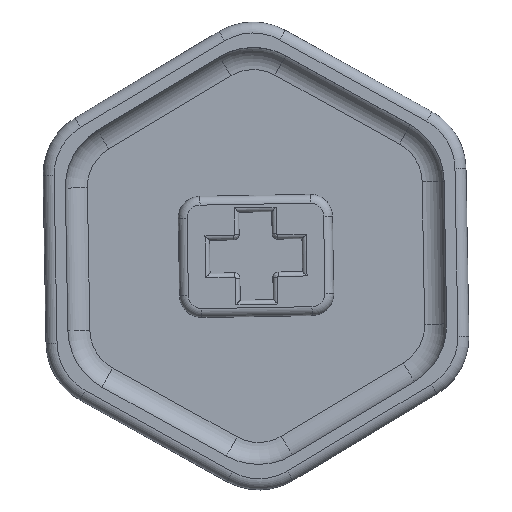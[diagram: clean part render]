
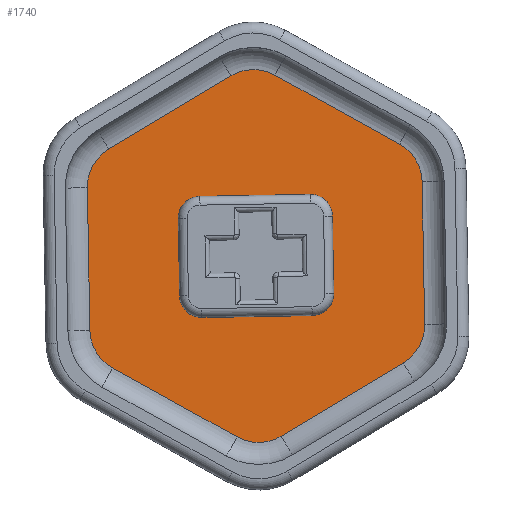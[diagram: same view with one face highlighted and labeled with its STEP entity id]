
A CAD part, top view. The second image highlights one B-rep face of the part: STEP entity #1740.
In plain terms, the highlighted planar face has unit normal (0, 0, 1).
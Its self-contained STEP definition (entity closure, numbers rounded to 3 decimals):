
#33=FACE_BOUND('',#223,.T.);
#39=PLANE('',#1894);
#109=FACE_OUTER_BOUND('',#222,.T.);
#222=EDGE_LOOP('',(#1218,#1219,#1220,#1221,#1222,#1223,#1224,#1225,#1226,
#1227,#1228,#1229));
#223=EDGE_LOOP('',(#1230,#1231,#1232,#1233,#1234,#1235,#1236,#1237));
#321=LINE('',#2679,#471);
#322=LINE('',#2690,#472);
#324=LINE('',#2702,#474);
#326=LINE('',#2714,#476);
#328=LINE('',#2726,#478);
#330=LINE('',#2738,#480);
#342=LINE('',#2772,#492);
#343=LINE('',#2776,#493);
#344=LINE('',#2780,#494);
#345=LINE('',#2784,#495);
#471=VECTOR('',#2081,10.);
#472=VECTOR('',#2094,10.);
#474=VECTOR('',#2108,10.);
#476=VECTOR('',#2122,10.);
#478=VECTOR('',#2136,10.);
#480=VECTOR('',#2150,10.);
#492=VECTOR('',#2188,10.);
#493=VECTOR('',#2191,10.);
#494=VECTOR('',#2194,10.);
#495=VECTOR('',#2197,10.);
#623=CIRCLE('',#1854,2.);
#627=CIRCLE('',#1860,2.);
#631=CIRCLE('',#1866,2.);
#635=CIRCLE('',#1872,2.);
#639=CIRCLE('',#1878,2.);
#642=CIRCLE('',#1883,2.);
#647=CIRCLE('',#1895,1.);
#648=CIRCLE('',#1896,1.);
#649=CIRCLE('',#1897,1.);
#650=CIRCLE('',#1898,1.);
#726=VERTEX_POINT('',#2672);
#729=VERTEX_POINT('',#2677);
#731=VERTEX_POINT('',#2682);
#733=VERTEX_POINT('',#2688);
#735=VERTEX_POINT('',#2694);
#737=VERTEX_POINT('',#2700);
#739=VERTEX_POINT('',#2706);
#741=VERTEX_POINT('',#2712);
#743=VERTEX_POINT('',#2718);
#745=VERTEX_POINT('',#2724);
#747=VERTEX_POINT('',#2730);
#749=VERTEX_POINT('',#2736);
#757=VERTEX_POINT('',#2770);
#758=VERTEX_POINT('',#2771);
#759=VERTEX_POINT('',#2773);
#760=VERTEX_POINT('',#2775);
#761=VERTEX_POINT('',#2777);
#762=VERTEX_POINT('',#2779);
#763=VERTEX_POINT('',#2781);
#764=VERTEX_POINT('',#2783);
#885=EDGE_CURVE('',#729,#726,#321,.T.);
#887=EDGE_CURVE('',#731,#729,#623,.T.);
#890=EDGE_CURVE('',#733,#731,#322,.T.);
#893=EDGE_CURVE('',#735,#733,#627,.T.);
#896=EDGE_CURVE('',#737,#735,#324,.T.);
#899=EDGE_CURVE('',#739,#737,#631,.T.);
#902=EDGE_CURVE('',#741,#739,#326,.T.);
#905=EDGE_CURVE('',#743,#741,#635,.T.);
#908=EDGE_CURVE('',#745,#743,#328,.T.);
#911=EDGE_CURVE('',#747,#745,#639,.T.);
#914=EDGE_CURVE('',#749,#747,#330,.T.);
#916=EDGE_CURVE('',#726,#749,#642,.T.);
#931=EDGE_CURVE('',#757,#758,#342,.T.);
#932=EDGE_CURVE('',#759,#758,#647,.F.);
#933=EDGE_CURVE('',#759,#760,#343,.T.);
#934=EDGE_CURVE('',#761,#760,#648,.F.);
#935=EDGE_CURVE('',#761,#762,#344,.T.);
#936=EDGE_CURVE('',#763,#762,#649,.F.);
#937=EDGE_CURVE('',#763,#764,#345,.T.);
#938=EDGE_CURVE('',#757,#764,#650,.F.);
#1218=ORIENTED_EDGE('',*,*,#885,.F.);
#1219=ORIENTED_EDGE('',*,*,#887,.F.);
#1220=ORIENTED_EDGE('',*,*,#890,.F.);
#1221=ORIENTED_EDGE('',*,*,#893,.F.);
#1222=ORIENTED_EDGE('',*,*,#896,.F.);
#1223=ORIENTED_EDGE('',*,*,#899,.F.);
#1224=ORIENTED_EDGE('',*,*,#902,.F.);
#1225=ORIENTED_EDGE('',*,*,#905,.F.);
#1226=ORIENTED_EDGE('',*,*,#908,.F.);
#1227=ORIENTED_EDGE('',*,*,#911,.F.);
#1228=ORIENTED_EDGE('',*,*,#914,.F.);
#1229=ORIENTED_EDGE('',*,*,#916,.F.);
#1230=ORIENTED_EDGE('',*,*,#931,.T.);
#1231=ORIENTED_EDGE('',*,*,#932,.F.);
#1232=ORIENTED_EDGE('',*,*,#933,.T.);
#1233=ORIENTED_EDGE('',*,*,#934,.F.);
#1234=ORIENTED_EDGE('',*,*,#935,.T.);
#1235=ORIENTED_EDGE('',*,*,#936,.F.);
#1236=ORIENTED_EDGE('',*,*,#937,.T.);
#1237=ORIENTED_EDGE('',*,*,#938,.F.);
#1740=ADVANCED_FACE('',(#109,#33),#39,.F.);
#1854=AXIS2_PLACEMENT_3D('',#2684,#2086,#2087);
#1860=AXIS2_PLACEMENT_3D('',#2696,#2100,#2101);
#1866=AXIS2_PLACEMENT_3D('',#2708,#2114,#2115);
#1872=AXIS2_PLACEMENT_3D('',#2720,#2128,#2129);
#1878=AXIS2_PLACEMENT_3D('',#2732,#2142,#2143);
#1883=AXIS2_PLACEMENT_3D('',#2741,#2154,#2155);
#1894=AXIS2_PLACEMENT_3D('',#2769,#2186,#2187);
#1895=AXIS2_PLACEMENT_3D('',#2774,#2189,#2190);
#1896=AXIS2_PLACEMENT_3D('',#2778,#2192,#2193);
#1897=AXIS2_PLACEMENT_3D('',#2782,#2195,#2196);
#1898=AXIS2_PLACEMENT_3D('',#2785,#2198,#2199);
#2081=DIRECTION('',(0.857,0.515,0.));
#2086=DIRECTION('center_axis',(0.,0.,
-1.));
#2087=DIRECTION('ref_axis',(-0.875,0.485,0.));
#2094=DIRECTION('',(-0.017,1.,0.));
#2100=DIRECTION('center_axis',(0.,0.,
-1.));
#2101=DIRECTION('ref_axis',(-0.857,-0.515,0.));
#2108=DIRECTION('',(-0.875,0.485,0.));
#2114=DIRECTION('center_axis',(0.,0.,
-1.));
#2115=DIRECTION('ref_axis',(0.017,-1.,0.));
#2122=DIRECTION('',(-0.857,-0.515,0.));
#2128=DIRECTION('center_axis',(0.,0.,
-1.));
#2129=DIRECTION('ref_axis',(0.875,-0.485,0.));
#2136=DIRECTION('',(0.017,-1.,0.));
#2142=DIRECTION('center_axis',(0.,0.,
-1.));
#2143=DIRECTION('ref_axis',(0.857,0.515,0.));
#2150=DIRECTION('',(0.875,-0.485,0.));
#2154=DIRECTION('center_axis',(0.,0.,
-1.));
#2155=DIRECTION('ref_axis',(-0.017,1.,0.));
#2186=DIRECTION('center_axis',(0.,0.,
-1.));
#2187=DIRECTION('ref_axis',(1.,0.017,0.));
#2188=DIRECTION('',(1.,0.017,0.));
#2189=DIRECTION('center_axis',(0.,0.,
-1.));
#2190=DIRECTION('ref_axis',(0.695,0.719,0.));
#2191=DIRECTION('',(0.017,-1.,0.));
#2192=DIRECTION('center_axis',(0.,0.,
-1.));
#2193=DIRECTION('ref_axis',(0.719,-0.695,0.));
#2194=DIRECTION('',(-1.,-0.017,0.));
#2195=DIRECTION('center_axis',(0.,0.,
-1.));
#2196=DIRECTION('ref_axis',(-0.695,-0.719,0.));
#2197=DIRECTION('',(-0.017,1.,0.));
#2198=DIRECTION('center_axis',(0.,0.,
-1.));
#2199=DIRECTION('ref_axis',(-0.719,0.695,0.));
#2672=CARTESIAN_POINT('',(101.541,14.607,2.));
#2677=CARTESIAN_POINT('',(95.998,11.276,2.));
#2679=CARTESIAN_POINT('',(96.543,11.603,2.));
#2682=CARTESIAN_POINT('',(95.029,9.527,2.));
#2684=CARTESIAN_POINT('Origin',(97.028,9.562,2.));
#2688=CARTESIAN_POINT('',(95.141,3.062,2.));
#2690=CARTESIAN_POINT('',(95.13,3.697,2.));
#2694=CARTESIAN_POINT('',(96.172,1.347,2.));
#2696=CARTESIAN_POINT('Origin',(97.141,3.097,2.));
#2700=CARTESIAN_POINT('',(101.827,-1.787,2.));
#2702=CARTESIAN_POINT('',(101.272,-1.48,2.));
#2706=CARTESIAN_POINT('',(103.827,-1.753,2.));
#2708=CARTESIAN_POINT('Origin',(102.797,-0.038,2.));
#2712=CARTESIAN_POINT('',(109.37,1.578,2.));
#2714=CARTESIAN_POINT('',(108.825,1.251,2.));
#2718=CARTESIAN_POINT('',(110.339,3.327,2.));
#2720=CARTESIAN_POINT('Origin',(108.339,3.292,2.));
#2724=CARTESIAN_POINT('',(110.226,9.792,2.));
#2726=CARTESIAN_POINT('',(110.237,9.157,2.));
#2730=CARTESIAN_POINT('',(109.196,11.507,2.));
#2732=CARTESIAN_POINT('Origin',(108.227,9.758,2.));
#2736=CARTESIAN_POINT('',(103.541,14.642,2.));
#2738=CARTESIAN_POINT('',(104.096,14.334,2.));
#2741=CARTESIAN_POINT('Origin',(102.571,12.892,2.));
#2769=CARTESIAN_POINT('Origin',(102.684,6.427,2.));
#2770=CARTESIAN_POINT('',(100.136,9.133,2.));
#2771=CARTESIAN_POINT('',(105.136,9.22,2.));
#2772=CARTESIAN_POINT('',(104.386,9.207,2.));
#2773=CARTESIAN_POINT('',(106.153,8.238,2.));
#2774=CARTESIAN_POINT('Origin',(105.153,8.22,2.));
#2775=CARTESIAN_POINT('',(106.214,4.738,2.));
#2776=CARTESIAN_POINT('',(106.207,5.113,2.));
#2777=CARTESIAN_POINT('',(105.232,3.721,2.));
#2778=CARTESIAN_POINT('Origin',(105.214,4.721,2.));
#2779=CARTESIAN_POINT('',(100.232,3.634,2.));
#2780=CARTESIAN_POINT('',(100.982,3.647,2.));
#2781=CARTESIAN_POINT('',(99.215,4.616,2.));
#2782=CARTESIAN_POINT('Origin',(100.215,4.634,2.));
#2783=CARTESIAN_POINT('',(99.154,8.116,2.));
#2784=CARTESIAN_POINT('',(99.16,7.741,2.));
#2785=CARTESIAN_POINT('Origin',(100.154,8.133,2.));
